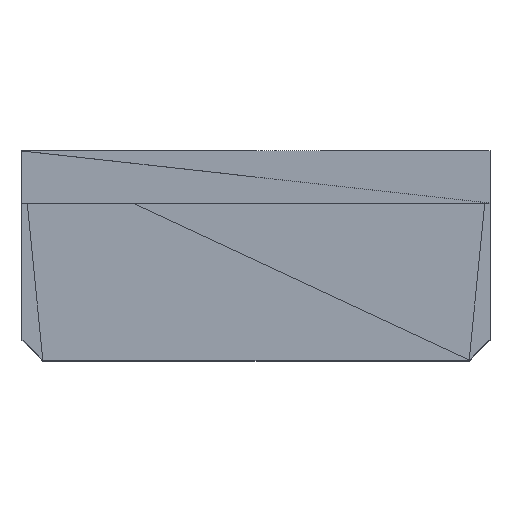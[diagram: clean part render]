
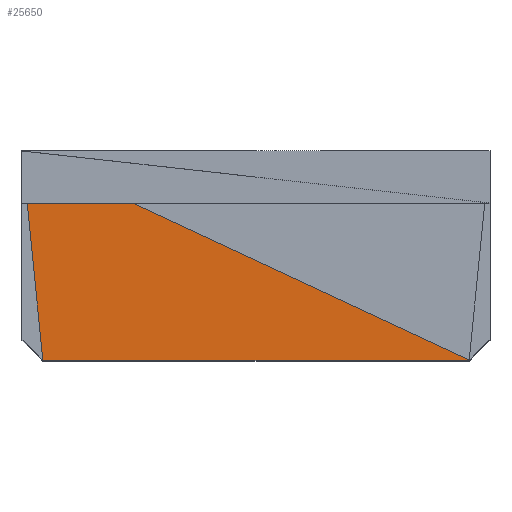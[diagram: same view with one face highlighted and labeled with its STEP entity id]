
A CAD part, top view. The second image highlights one B-rep face of the part: STEP entity #25650.
In plain terms, the highlighted planar face has unit normal (0, 0, 1).
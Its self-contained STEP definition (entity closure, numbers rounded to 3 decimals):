
#25650=ADVANCED_FACE('',(#25651),#25677,.F.);
#25651=FACE_OUTER_BOUND('',#25652,.T.);
#25652=EDGE_LOOP('',(#25653,#25655,#25657));
#25653=ORIENTED_EDGE('',*,*,#25654,.T.);
#25654=EDGE_CURVE('',#25659,#25661,#25663,.T.);
#25655=ORIENTED_EDGE('',*,*,#25656,.T.);
#25656=EDGE_CURVE('',#25661,#25667,#25669,.T.);
#25657=ORIENTED_EDGE('',*,*,#25658,.T.);
#25658=EDGE_CURVE('',#25667,#25659,#25673,.T.);
#25659=VERTEX_POINT('',#25660);
#25660=CARTESIAN_POINT('',(-7.341,-1.842,11.735));
#25661=VERTEX_POINT('',#25662);
#25662=CARTESIAN_POINT('',(-7.811,2.858,11.735));
#25663=LINE('',#25664,#25665);
#25664=CARTESIAN_POINT('',(-7.341,-1.842,11.735));
#25665=VECTOR('',#25666,1.0);
#25666=DIRECTION('',(0.1,-0.995,0.0));
#25667=VERTEX_POINT('',#25668);
#25668=CARTESIAN_POINT('',(2.261,-1.842,11.735));
#25669=LINE('',#25670,#25671);
#25670=CARTESIAN_POINT('',(-7.811,2.858,11.735));
#25671=VECTOR('',#25672,1.0);
#25672=DIRECTION('',(-0.906,0.423,0.0));
#25673=LINE('',#25674,#25675);
#25674=CARTESIAN_POINT('',(2.261,-1.842,11.735));
#25675=VECTOR('',#25676,1.0);
#25676=DIRECTION('',(1.0,0.0,0.0));
#25677=PLANE('',#25678);
#25678=AXIS2_PLACEMENT_3D('',#25679,#25680,#25681);
#25679=CARTESIAN_POINT('',(-7.811,2.858,11.735));
#25680=DIRECTION('',(0.0,0.0,-1.0));
#25681=DIRECTION('',(-1.0,0.0,0.0));
